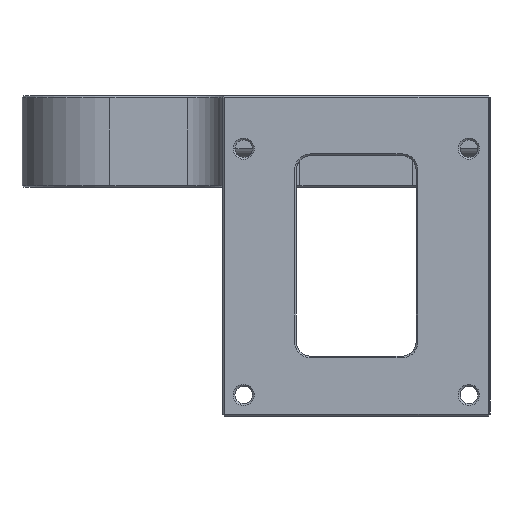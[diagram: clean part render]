
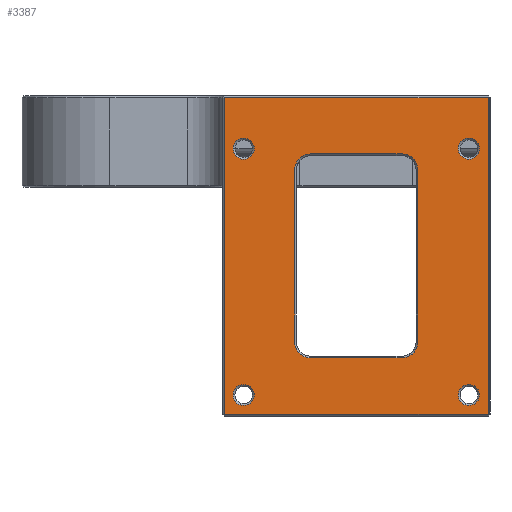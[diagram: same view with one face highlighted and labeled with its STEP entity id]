
A CAD part, left-side view. The second image highlights one B-rep face of the part: STEP entity #3387.
In plain terms, the highlighted planar face has unit normal (-1, 0, 0).
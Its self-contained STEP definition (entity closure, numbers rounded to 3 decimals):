
#29=FACE_BOUND('',#594,.T.);
#30=FACE_BOUND('',#595,.T.);
#31=FACE_BOUND('',#596,.T.);
#32=FACE_BOUND('',#597,.T.);
#33=FACE_BOUND('',#598,.T.);
#103=CIRCLE('',#3635,1.5);
#105=CIRCLE('',#3638,1.5);
#106=CIRCLE('',#3639,1.5);
#107=CIRCLE('',#3640,2.25);
#108=CIRCLE('',#3641,2.25);
#109=CIRCLE('',#3642,2.25);
#110=CIRCLE('',#3643,2.25);
#111=CIRCLE('',#3644,1.5);
#248=PLANE('',#3637);
#382=FACE_OUTER_BOUND('',#593,.T.);
#593=EDGE_LOOP('',(#2551,#2552,#2553,#2554));
#594=EDGE_LOOP('',(#2555));
#595=EDGE_LOOP('',(#2556));
#596=EDGE_LOOP('',(#2557,#2558,#2559,#2560,#2561,#2562,#2563,#2564));
#597=EDGE_LOOP('',(#2565));
#598=EDGE_LOOP('',(#2566));
#919=LINE('',#5475,#1270);
#920=LINE('',#5477,#1271);
#921=LINE('',#5479,#1272);
#922=LINE('',#5480,#1273);
#923=LINE('',#5487,#1274);
#924=LINE('',#5491,#1275);
#925=LINE('',#5495,#1276);
#926=LINE('',#5499,#1277);
#1270=VECTOR('',#4117,10.);
#1271=VECTOR('',#4118,10.);
#1272=VECTOR('',#4119,10.);
#1273=VECTOR('',#4120,10.);
#1274=VECTOR('',#4125,10.);
#1275=VECTOR('',#4128,10.);
#1276=VECTOR('',#4131,10.);
#1277=VECTOR('',#4134,10.);
#1626=VERTEX_POINT('',#5467);
#1628=VERTEX_POINT('',#5473);
#1629=VERTEX_POINT('',#5474);
#1630=VERTEX_POINT('',#5476);
#1631=VERTEX_POINT('',#5478);
#1632=VERTEX_POINT('',#5481);
#1633=VERTEX_POINT('',#5483);
#1634=VERTEX_POINT('',#5485);
#1635=VERTEX_POINT('',#5486);
#1636=VERTEX_POINT('',#5488);
#1637=VERTEX_POINT('',#5490);
#1638=VERTEX_POINT('',#5492);
#1639=VERTEX_POINT('',#5494);
#1640=VERTEX_POINT('',#5496);
#1641=VERTEX_POINT('',#5498);
#1642=VERTEX_POINT('',#5501);
#1960=EDGE_CURVE('',#1626,#1626,#103,.T.);
#1963=EDGE_CURVE('',#1628,#1629,#919,.T.);
#1964=EDGE_CURVE('',#1630,#1628,#920,.T.);
#1965=EDGE_CURVE('',#1631,#1630,#921,.T.);
#1966=EDGE_CURVE('',#1629,#1631,#922,.T.);
#1967=EDGE_CURVE('',#1632,#1632,#105,.T.);
#1968=EDGE_CURVE('',#1633,#1633,#106,.T.);
#1969=EDGE_CURVE('',#1634,#1635,#923,.T.);
#1970=EDGE_CURVE('',#1636,#1634,#107,.T.);
#1971=EDGE_CURVE('',#1637,#1636,#924,.T.);
#1972=EDGE_CURVE('',#1638,#1637,#108,.T.);
#1973=EDGE_CURVE('',#1639,#1638,#925,.T.);
#1974=EDGE_CURVE('',#1640,#1639,#109,.T.);
#1975=EDGE_CURVE('',#1641,#1640,#926,.T.);
#1976=EDGE_CURVE('',#1635,#1641,#110,.T.);
#1977=EDGE_CURVE('',#1642,#1642,#111,.T.);
#2551=ORIENTED_EDGE('',*,*,#1963,.F.);
#2552=ORIENTED_EDGE('',*,*,#1964,.F.);
#2553=ORIENTED_EDGE('',*,*,#1965,.F.);
#2554=ORIENTED_EDGE('',*,*,#1966,.F.);
#2555=ORIENTED_EDGE('',*,*,#1967,.F.);
#2556=ORIENTED_EDGE('',*,*,#1968,.F.);
#2557=ORIENTED_EDGE('',*,*,#1969,.F.);
#2558=ORIENTED_EDGE('',*,*,#1970,.F.);
#2559=ORIENTED_EDGE('',*,*,#1971,.F.);
#2560=ORIENTED_EDGE('',*,*,#1972,.F.);
#2561=ORIENTED_EDGE('',*,*,#1973,.F.);
#2562=ORIENTED_EDGE('',*,*,#1974,.F.);
#2563=ORIENTED_EDGE('',*,*,#1975,.F.);
#2564=ORIENTED_EDGE('',*,*,#1976,.F.);
#2565=ORIENTED_EDGE('',*,*,#1977,.F.);
#2566=ORIENTED_EDGE('',*,*,#1960,.F.);
#3387=ADVANCED_FACE('',(#382,#29,#30,#31,#32,#33),#248,.T.);
#3635=AXIS2_PLACEMENT_3D('',#5468,#4110,#4111);
#3637=AXIS2_PLACEMENT_3D('',#5472,#4115,#4116);
#3638=AXIS2_PLACEMENT_3D('',#5482,#4121,#4122);
#3639=AXIS2_PLACEMENT_3D('',#5484,#4123,#4124);
#3640=AXIS2_PLACEMENT_3D('',#5489,#4126,#4127);
#3641=AXIS2_PLACEMENT_3D('',#5493,#4129,#4130);
#3642=AXIS2_PLACEMENT_3D('',#5497,#4132,#4133);
#3643=AXIS2_PLACEMENT_3D('',#5500,#4135,#4136);
#3644=AXIS2_PLACEMENT_3D('',#5502,#4137,#4138);
#4110=DIRECTION('center_axis',(-1.,0.,0.));
#4111=DIRECTION('ref_axis',(0.,-1.,0.));
#4115=DIRECTION('center_axis',(-1.,0.,0.));
#4116=DIRECTION('ref_axis',(0.,-1.,0.));
#4117=DIRECTION('',(0.,0.,1.));
#4118=DIRECTION('',(0.,1.,0.));
#4119=DIRECTION('',(0.,0.,-1.));
#4120=DIRECTION('',(0.,-1.,0.));
#4121=DIRECTION('center_axis',(-1.,0.,0.));
#4122=DIRECTION('ref_axis',(0.,-1.,0.));
#4123=DIRECTION('center_axis',(-1.,0.,0.));
#4124=DIRECTION('ref_axis',(0.,-1.,0.));
#4125=DIRECTION('',(0.,0.,-1.));
#4126=DIRECTION('center_axis',(-1.,0.,0.));
#4127=DIRECTION('ref_axis',(0.,0.707,0.707));
#4128=DIRECTION('',(0.,1.,0.));
#4129=DIRECTION('center_axis',(-1.,0.,0.));
#4130=DIRECTION('ref_axis',(0.,-0.707,0.707));
#4131=DIRECTION('',(0.,0.,1.));
#4132=DIRECTION('center_axis',(-1.,0.,0.));
#4133=DIRECTION('ref_axis',(0.,-0.707,-0.707));
#4134=DIRECTION('',(0.,-1.,0.));
#4135=DIRECTION('center_axis',(-1.,0.,0.));
#4136=DIRECTION('ref_axis',(0.,0.707,-0.707));
#4137=DIRECTION('center_axis',(-1.,0.,0.));
#4138=DIRECTION('ref_axis',(0.,-1.,0.));
#5467=CARTESIAN_POINT('',(0.,-14.5,5.5));
#5468=CARTESIAN_POINT('Origin',(0.,-16.,5.5));
#5472=CARTESIAN_POINT('Origin',(0.,19.,0.));
#5473=CARTESIAN_POINT('',(0.,18.75,-32.25));
#5474=CARTESIAN_POINT('',(0.,18.75,12.75));
#5475=CARTESIAN_POINT('',(0.,18.75,0.));
#5476=CARTESIAN_POINT('',(0.,-18.75,-32.25));
#5477=CARTESIAN_POINT('',(0.,9.5,-32.25));
#5478=CARTESIAN_POINT('',(0.,-18.75,12.75));
#5479=CARTESIAN_POINT('',(0.,-18.75,0.));
#5480=CARTESIAN_POINT('',(0.,16.625,12.75));
#5481=CARTESIAN_POINT('',(0.,-14.5,-29.5));
#5482=CARTESIAN_POINT('Origin',(0.,-16.,-29.5));
#5483=CARTESIAN_POINT('',(0.,17.5,5.5));
#5484=CARTESIAN_POINT('Origin',(0.,16.,5.5));
#5485=CARTESIAN_POINT('',(0.,8.75,2.5));
#5486=CARTESIAN_POINT('',(0.,8.75,-21.976));
#5487=CARTESIAN_POINT('',(0.,8.75,2.25));
#5488=CARTESIAN_POINT('',(0.,6.5,4.75));
#5489=CARTESIAN_POINT('Origin',(0.,6.5,2.5));
#5490=CARTESIAN_POINT('',(0.,-6.5,4.75));
#5491=CARTESIAN_POINT('',(0.,5.25,4.75));
#5492=CARTESIAN_POINT('',(0.,-8.75,2.5));
#5493=CARTESIAN_POINT('Origin',(0.,-6.5,2.5));
#5494=CARTESIAN_POINT('',(0.,-8.75,-21.976));
#5495=CARTESIAN_POINT('',(0.,-8.75,-11.988));
#5496=CARTESIAN_POINT('',(0.,-6.5,-24.226));
#5497=CARTESIAN_POINT('Origin',(0.,-6.5,-21.976));
#5498=CARTESIAN_POINT('',(0.,6.5,-24.226));
#5499=CARTESIAN_POINT('',(0.,13.75,-24.226));
#5500=CARTESIAN_POINT('Origin',(0.,6.5,-21.976));
#5501=CARTESIAN_POINT('',(0.,17.5,-29.5));
#5502=CARTESIAN_POINT('Origin',(0.,16.,-29.5));
